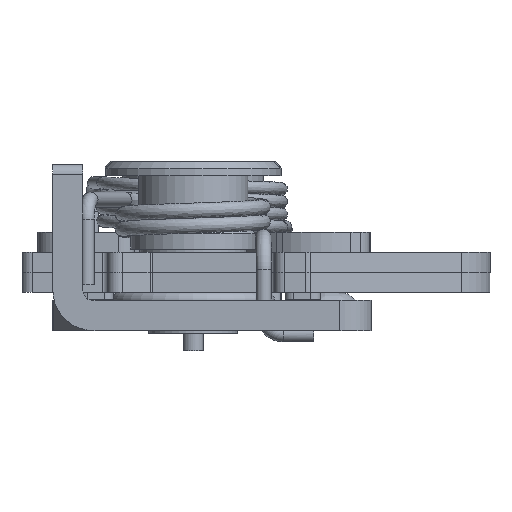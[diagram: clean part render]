
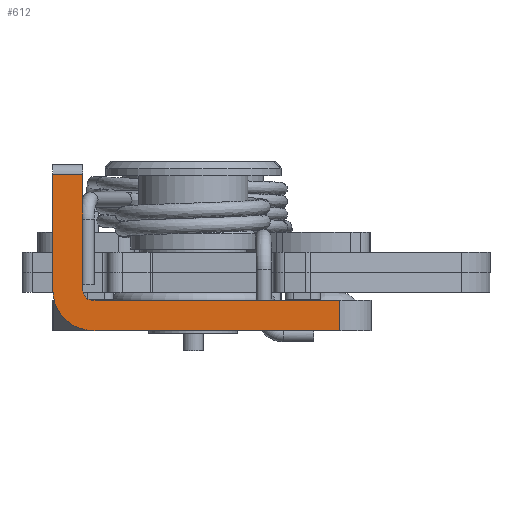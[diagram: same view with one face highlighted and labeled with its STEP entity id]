
A CAD part, left-side view. The second image highlights one B-rep face of the part: STEP entity #612.
In plain terms, the highlighted planar face has unit normal (-1, 0, 0).
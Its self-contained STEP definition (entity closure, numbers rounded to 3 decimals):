
#612=ADVANCED_FACE('',(#1021),#1022,.F.);
#1021=FACE_OUTER_BOUND('',#1914,.T.);
#1022=PLANE('',#1915);
#1914=EDGE_LOOP('',(#3894,#3895,#3896,#3897,#3898,#3899,#3900,#3901));
#1915=AXIS2_PLACEMENT_3D('',#3902,#3903,#3904);
#3894=ORIENTED_EDGE('',*,*,#6859,.T.);
#3895=ORIENTED_EDGE('',*,*,#6860,.T.);
#3896=ORIENTED_EDGE('',*,*,#6861,.F.);
#3897=ORIENTED_EDGE('',*,*,#6862,.F.);
#3898=ORIENTED_EDGE('',*,*,#6812,.T.);
#3899=ORIENTED_EDGE('',*,*,#6858,.F.);
#3900=ORIENTED_EDGE('',*,*,#6773,.F.);
#3901=ORIENTED_EDGE('',*,*,#6863,.T.);
#3902=CARTESIAN_POINT('',(-12.928,18.75,0.0));
#3903=DIRECTION('',(1.0,0.,0.0));
#3904=DIRECTION('',(0.,-1.0,0.0));
#6773=EDGE_CURVE('',#7725,#7727,#7728,.F.);
#6812=EDGE_CURVE('',#7805,#7803,#7806,.T.);
#6858=EDGE_CURVE('',#7727,#7803,#7892,.F.);
#6859=EDGE_CURVE('',#7893,#7894,#7895,.T.);
#6860=EDGE_CURVE('',#7894,#7896,#7897,.F.);
#6861=EDGE_CURVE('',#7898,#7896,#7899,.T.);
#6862=EDGE_CURVE('',#7805,#7898,#7900,.F.);
#6863=EDGE_CURVE('',#7725,#7893,#7901,.F.);
#7725=VERTEX_POINT('',#9310);
#7727=VERTEX_POINT('',#9313);
#7728=LINE('',#9314,#9315);
#7803=VERTEX_POINT('',#9410);
#7805=VERTEX_POINT('',#9412);
#7806=LINE('',#9413,#9414);
#7892=LINE('',#9524,#9525);
#7893=VERTEX_POINT('',#9526);
#7894=VERTEX_POINT('',#9527);
#7895=LINE('',#9528,#9529);
#7896=VERTEX_POINT('',#9530);
#7897=LINE('',#9531,#9532);
#7898=VERTEX_POINT('',#9533);
#7899=LINE('',#9534,#9535);
#7900=CIRCLE('',#9536,4.0);
#7901=CIRCLE('',#9537,1.0);
#9310=CARTESIAN_POINT('',(-12.928,17.75,3.0));
#9313=CARTESIAN_POINT('',(-12.928,-6.825,3.0));
#9314=CARTESIAN_POINT('',(-12.928,17.575,3.0));
#9315=VECTOR('',#11603,1.0);
#9410=CARTESIAN_POINT('',(-12.928,-6.825,0.0));
#9412=CARTESIAN_POINT('',(-12.928,17.75,0.0));
#9413=CARTESIAN_POINT('',(-12.928,18.75,0.0));
#9414=VECTOR('',#11678,1.0);
#9524=CARTESIAN_POINT('',(-12.928,-6.825,0.0));
#9525=VECTOR('',#11766,1.0);
#9526=CARTESIAN_POINT('',(-12.928,18.75,4.0));
#9527=CARTESIAN_POINT('',(-12.928,18.75,15.5));
#9528=CARTESIAN_POINT('',(-12.928,18.75,3.0));
#9529=VECTOR('',#11767,1.0);
#9530=CARTESIAN_POINT('',(-12.928,21.75,15.5));
#9531=CARTESIAN_POINT('',(-12.928,18.75,15.5));
#9532=VECTOR('',#11768,1.0);
#9533=CARTESIAN_POINT('',(-12.928,21.75,4.0));
#9534=CARTESIAN_POINT('',(-12.928,21.75,3.0));
#9535=VECTOR('',#11769,1.0);
#9536=AXIS2_PLACEMENT_3D('',#11770,#11771,#11772);
#9537=AXIS2_PLACEMENT_3D('',#11773,#11774,#11775);
#11603=DIRECTION('',(0.0,1.0,0.0));
#11678=DIRECTION('',(0.,-1.0,0.0));
#11766=DIRECTION('',(0.0,0.0,1.0));
#11767=DIRECTION('',(0.0,0.,1.0));
#11768=DIRECTION('',(0.,-1.0,0.));
#11769=DIRECTION('',(0.0,0.,1.0));
#11770=CARTESIAN_POINT('',(-12.928,17.75,4.0));
#11771=DIRECTION('',(-1.0,0.0,0.0));
#11772=DIRECTION('',(0.0,0.0,1.0));
#11773=CARTESIAN_POINT('',(-12.928,17.75,4.0));
#11774=DIRECTION('',(-1.0,0.0,0.0));
#11775=DIRECTION('',(0.0,0.0,1.0));
